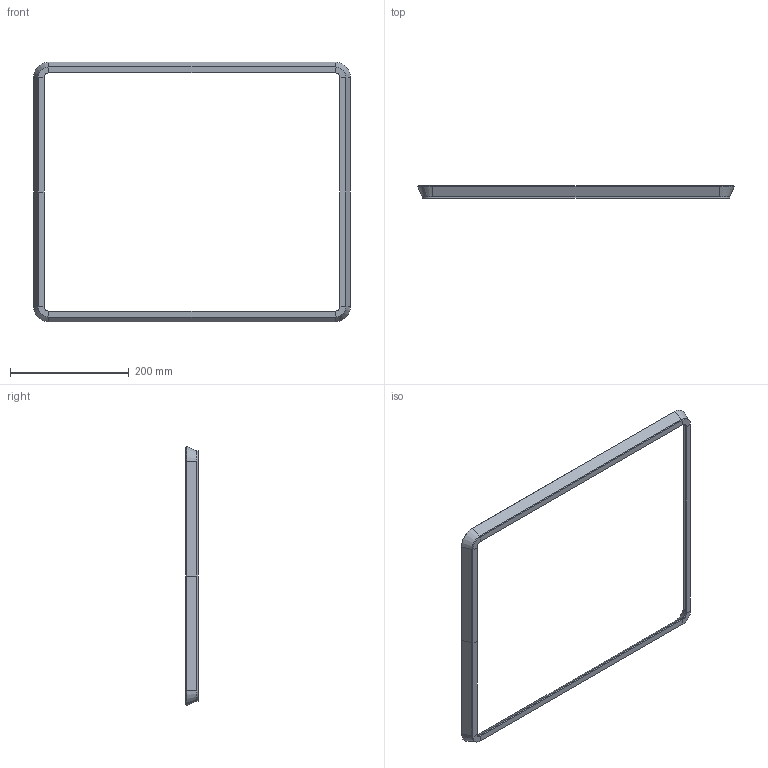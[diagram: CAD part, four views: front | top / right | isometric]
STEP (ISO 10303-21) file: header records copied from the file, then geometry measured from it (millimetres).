
FILE_DESCRIPTION (( 'STEP AP214' ), '1' );
FILE_NAME ('INGUN_100974.STEP', '2021-10-11T07:02:26', ( '' ), ( '' ), 'SwSTEP 2.0', 'SolidWorks 2018', '' );
FILE_SCHEMA (( 'AUTOMOTIVE_DESIGN' ));
Length unit declared in the file: millimetre
Products named in the file (1): INGUN_100974
Bounding box: 534.5 x 21 x 437.5 mm (x, y, z)
Volume: 276965.1 mm3; surface area: 112218.3 mm2
Topology: 1 solids, 1 shells, 63 faces, 126 edges, 63 vertices
Faces by surface type: plane 34, cylinder 13, cone 12, torus 4
Entity records: 1591 total; most frequent: DIRECTION 291, CARTESIAN_POINT 253, ORIENTED_EDGE 252, EDGE_CURVE 126, AXIS2_PLACEMENT_3D 101, LINE 89, VECTOR 89, EDGE_LOOP 63
